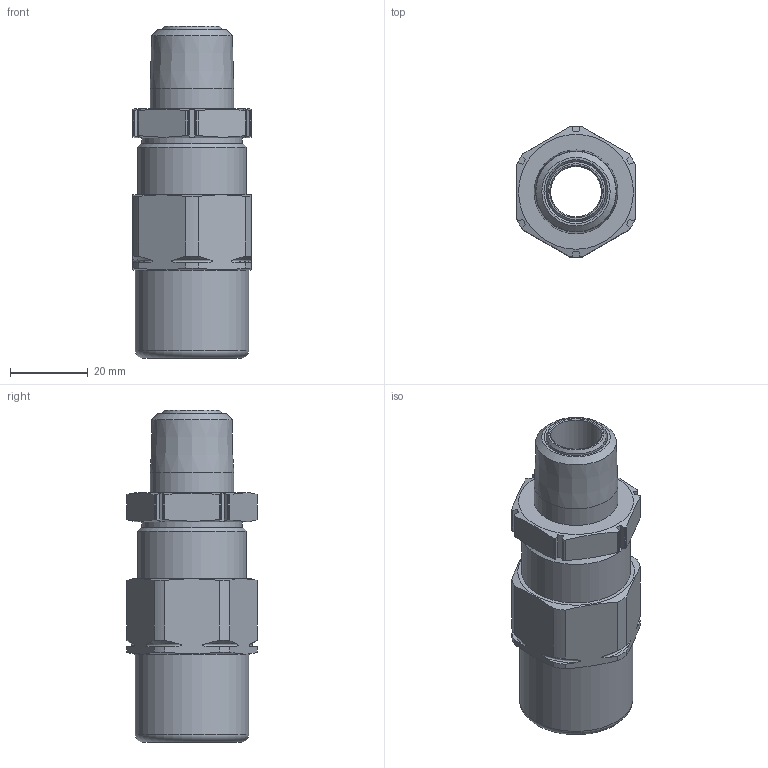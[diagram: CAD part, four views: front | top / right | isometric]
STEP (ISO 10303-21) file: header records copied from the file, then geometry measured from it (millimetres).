
FILE_DESCRIPTION (( 'STEP AP203' ), '1' );
FILE_NAME ('TMC2X-050NB0751RA531.STEP', '2020-02-04T10:36:46', ( '' ), ( '' ), 'SwSTEP 2.0', 'SolidWorks 2017', '' );
FILE_SCHEMA (( 'CONFIG_CONTROL_DESIGN' ));
Length unit declared in the file: millimetre
Products named in the file (1): TMC2X-050NB0751RA531
Bounding box: 30.5 x 33.53 x 85.3 mm (x, y, z)
Surface area: 13331.6 mm2 (no closed solid volume)
Topology: 0 solids, 6 shells, 113 faces, 312 edges, 206 vertices
Faces by surface type: cylinder 45, plane 43, cone 18, torus 7
Full cylindrical faces by diameter (mm): 13 x1, 15.35 x1, 19.2 x3, 21.5 x1, 25.7 x1, 28 x1, 29.2 x1
Entity records: 3962 total; most frequent: CARTESIAN_POINT 1248, ORIENTED_EDGE 558, DIRECTION 498, EDGE_CURVE 285, AXIS2_PLACEMENT_3D 207, VERTEX_POINT 201, EDGE_LOOP 142, FACE_OUTER_BOUND 123
